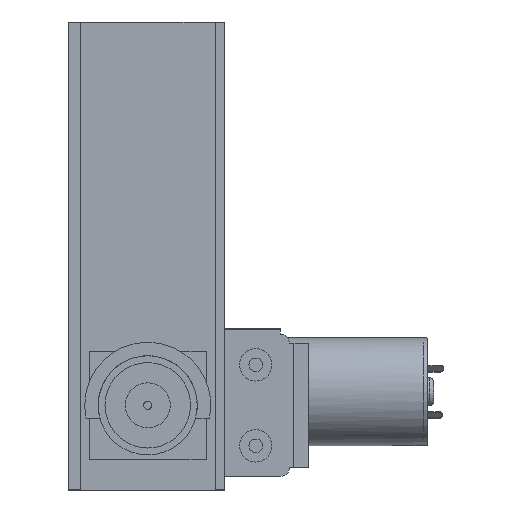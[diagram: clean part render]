
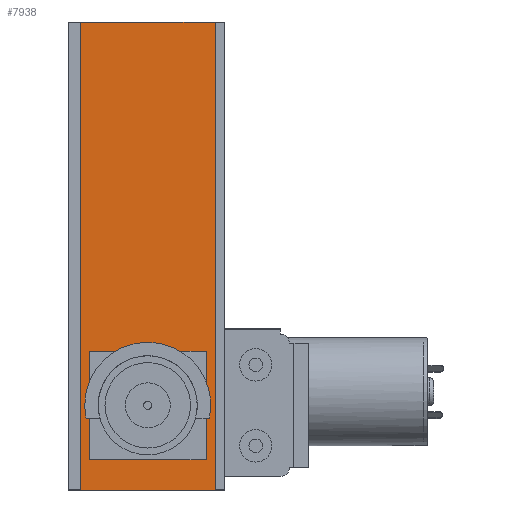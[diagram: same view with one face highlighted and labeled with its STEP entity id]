
A CAD part, front view. The second image highlights one B-rep face of the part: STEP entity #7938.
In plain terms, the highlighted planar face has unit normal (0, -1, 0).
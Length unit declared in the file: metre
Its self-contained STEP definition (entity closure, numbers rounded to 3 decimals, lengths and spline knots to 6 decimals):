
#1037=LINE('',#19292,#1646);
#1044=LINE('',#19307,#1653);
#1054=LINE('',#19332,#1663);
#1055=LINE('',#19333,#1664);
#1646=VECTOR('',#10017,1.);
#1653=VECTOR('',#10026,1.);
#1663=VECTOR('',#10048,1.);
#1664=VECTOR('',#10049,1.);
#1969=PLANE('',#8531);
#4076=ORIENTED_EDGE('',*,*,#5295,.F.);
#4077=ORIENTED_EDGE('',*,*,#5278,.F.);
#4078=ORIENTED_EDGE('',*,*,#5297,.T.);
#4079=ORIENTED_EDGE('',*,*,#5285,.T.);
#4080=ORIENTED_EDGE('',*,*,#5298,.F.);
#5278=EDGE_CURVE('',#6073,#6074,#1037,.T.);
#5285=EDGE_CURVE('',#6081,#6080,#1044,.T.);
#5295=EDGE_CURVE('',#6088,#6088,#6284,.T.);
#5297=EDGE_CURVE('',#6073,#6081,#1054,.T.);
#5298=EDGE_CURVE('',#6074,#6080,#1055,.T.);
#6073=VERTEX_POINT('',#19291);
#6074=VERTEX_POINT('',#19293);
#6080=VERTEX_POINT('',#19306);
#6081=VERTEX_POINT('',#19308);
#6088=VERTEX_POINT('',#19328);
#6284=CIRCLE('',#8529,0.0095);
#6812=EDGE_LOOP('',(#4076));
#6813=EDGE_LOOP('',(#4077,#4078,#4079,#4080));
#7375=FACE_BOUND('',#6812,.T.);
#7376=FACE_BOUND('',#6813,.T.);
#7938=ADVANCED_FACE('',(#7375,#7376),#1969,.T.);
#8529=AXIS2_PLACEMENT_3D('',#19327,#10042,#10043);
#8531=AXIS2_PLACEMENT_3D('',#19331,#10046,#10047);
#10017=DIRECTION('',(0.,0.,1.));
#10026=DIRECTION('',(0.,0.,1.));
#10042=DIRECTION('',(0.,-1.,0.));
#10043=DIRECTION('',(0.,0.,-1.));
#10046=DIRECTION('',(0.,-1.,0.));
#10047=DIRECTION('',(1.,0.,0.));
#10048=DIRECTION('',(1.,0.,0.));
#10049=DIRECTION('',(1.,0.,0.));
#19291=CARTESIAN_POINT('',(-0.015,-0.002,-0.018822));
#19292=CARTESIAN_POINT('',(-0.015,-0.002,0.));
#19293=CARTESIAN_POINT('',(-0.015,-0.002,0.085178));
#19306=CARTESIAN_POINT('',(0.015,-0.002,0.085178));
#19307=CARTESIAN_POINT('',(0.015,-0.002,0.));
#19308=CARTESIAN_POINT('',(0.015,-0.002,-0.018822));
#19327=CARTESIAN_POINT('',(0.,-0.002,0.));
#19328=CARTESIAN_POINT('',(0.,-0.002,-0.0095));
#19331=CARTESIAN_POINT('',(0.,-0.002,0.));
#19332=CARTESIAN_POINT('',(0.,-0.002,-0.018822));
#19333=CARTESIAN_POINT('',(0.,-0.002,0.085178));
